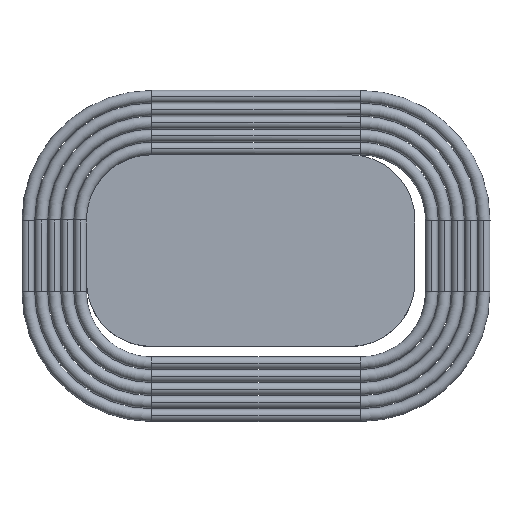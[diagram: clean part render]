
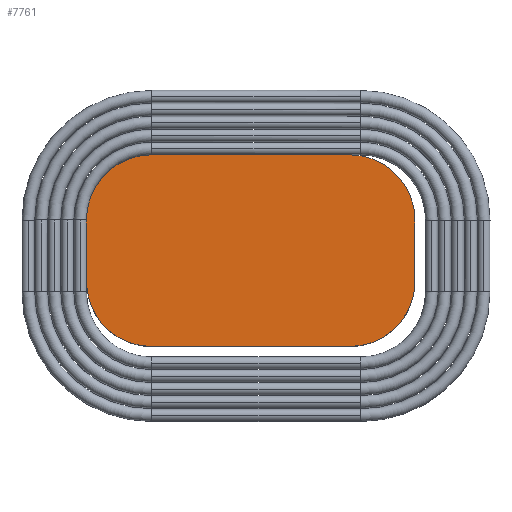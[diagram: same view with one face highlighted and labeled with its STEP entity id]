
A CAD part, top view. The second image highlights one B-rep face of the part: STEP entity #7761.
In plain terms, the highlighted planar face has unit normal (0, 0, 1).
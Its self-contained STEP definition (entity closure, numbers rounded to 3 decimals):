
#212 = CARTESIAN_POINT ( 'NONE',  ( 2.518, 0.97, 1. ) ) ;
#857 = CARTESIAN_POINT ( 'NONE',  ( 2.018, 0., 1. ) ) ;
#1367 = DIRECTION ( 'NONE',  ( -1., 0., 0. ) ) ;
#1617 = EDGE_CURVE ( 'NONE', #3296, #2365, #32560, .T. ) ;
#2262 = CIRCLE ( 'NONE', #29150, 0.5 ) ;
#2365 = VERTEX_POINT ( 'NONE', #212 ) ;
#2875 = EDGE_CURVE ( 'NONE', #15885, #22454, #2262, .T. ) ;
#3296 = VERTEX_POINT ( 'NONE', #32744 ) ;
#4172 = DIRECTION ( 'NONE',  ( 0., 1., 0. ) ) ;
#4662 = DIRECTION ( 'NONE',  ( 0., 0., 1. ) ) ;
#4916 = CIRCLE ( 'NONE', #27249, 0.5 ) ;
#5060 = DIRECTION ( 'NONE',  ( 0., 0., 1. ) ) ;
#5605 = ORIENTED_EDGE ( 'NONE', *, *, #34946, .T. ) ;
#6193 = AXIS2_PLACEMENT_3D ( 'NONE', #23970, #5060, #8715 ) ;
#6936 = DIRECTION ( 'NONE',  ( 1., 0., 0. ) ) ;
#7285 = VERTEX_POINT ( 'NONE', #26144 ) ;
#7761 = ADVANCED_FACE ( 'NONE', ( #26328 ), #36270, .F. ) ;
#7793 = VECTOR ( 'NONE', #4172, 1000. ) ;
#8295 = DIRECTION ( 'NONE',  ( -1., 0., 0. ) ) ;
#8337 = DIRECTION ( 'NONE',  ( 0., -1., 0. ) ) ;
#8715 = DIRECTION ( 'NONE',  ( -1., 0., 0. ) ) ;
#9725 = DIRECTION ( 'NONE',  ( 0., 0., 1. ) ) ;
#10231 = VECTOR ( 'NONE', #29388, 1000. ) ;
#10736 = CARTESIAN_POINT ( 'NONE',  ( 0.5, 0., 1. ) ) ;
#11735 = VECTOR ( 'NONE', #6936, 1000. ) ;
#11830 = VECTOR ( 'NONE', #8337, 1000. ) ;
#12126 = ORIENTED_EDGE ( 'NONE', *, *, #20120, .T. ) ;
#12324 = EDGE_CURVE ( 'NONE', #34542, #15339, #4916, .T. ) ;
#12701 = EDGE_CURVE ( 'NONE', #15339, #24243, #28561, .T. ) ;
#12715 = ORIENTED_EDGE ( 'NONE', *, *, #12701, .T. ) ;
#12932 = CARTESIAN_POINT ( 'NONE',  ( 0.5, 0.97, 1. ) ) ;
#13211 = AXIS2_PLACEMENT_3D ( 'NONE', #36401, #20786, #33573 ) ;
#14654 = CARTESIAN_POINT ( 'NONE',  ( 2.018, 0.97, 1. ) ) ;
#15339 = VERTEX_POINT ( 'NONE', #10736 ) ;
#15486 = ORIENTED_EDGE ( 'NONE', *, *, #2875, .T. ) ;
#15885 = VERTEX_POINT ( 'NONE', #16878 ) ;
#16878 = CARTESIAN_POINT ( 'NONE',  ( 0.5, 1.47, 1. ) ) ;
#17203 = EDGE_LOOP ( 'NONE', ( #12715, #5605, #23489, #28928, #12126, #15486, #37716, #21983 ) ) ;
#20085 = CARTESIAN_POINT ( 'NONE',  ( 0.5, 1.47, 1. ) ) ;
#20120 = EDGE_CURVE ( 'NONE', #7285, #15885, #38023, .T. ) ;
#20786 = DIRECTION ( 'NONE',  ( 0., 0., -1. ) ) ;
#21983 = ORIENTED_EDGE ( 'NONE', *, *, #12324, .T. ) ;
#22341 = AXIS2_PLACEMENT_3D ( 'NONE', #14654, #27265, #8295 ) ;
#22454 = VERTEX_POINT ( 'NONE', #37803 ) ;
#23489 = ORIENTED_EDGE ( 'NONE', *, *, #1617, .T. ) ;
#23582 = CARTESIAN_POINT ( 'NONE',  ( 0.5, 0.5, 1. ) ) ;
#23970 = CARTESIAN_POINT ( 'NONE',  ( 2.018, 0.5, 1. ) ) ;
#24243 = VERTEX_POINT ( 'NONE', #857 ) ;
#26041 = EDGE_CURVE ( 'NONE', #2365, #7285, #37455, .T. ) ;
#26144 = CARTESIAN_POINT ( 'NONE',  ( 2.018, 1.47, 1. ) ) ;
#26328 = FACE_OUTER_BOUND ( 'NONE', #17203, .T. ) ;
#27226 = LINE ( 'NONE', #30107, #11830 ) ;
#27249 = AXIS2_PLACEMENT_3D ( 'NONE', #23582, #4662, #1367 ) ;
#27265 = DIRECTION ( 'NONE',  ( 0., 0., 1. ) ) ;
#28138 = CARTESIAN_POINT ( 'NONE',  ( 0., 0.5, 1. ) ) ;
#28178 = CIRCLE ( 'NONE', #6193, 0.5 ) ;
#28561 = LINE ( 'NONE', #28790, #11735 ) ;
#28790 = CARTESIAN_POINT ( 'NONE',  ( 0.5, 0., 1. ) ) ;
#28928 = ORIENTED_EDGE ( 'NONE', *, *, #26041, .T. ) ;
#29150 = AXIS2_PLACEMENT_3D ( 'NONE', #12932, #9725, #35147 ) ;
#29388 = DIRECTION ( 'NONE',  ( -1., 0., 0. ) ) ;
#30107 = CARTESIAN_POINT ( 'NONE',  ( 0., 0.5, 1. ) ) ;
#32560 = LINE ( 'NONE', #32655, #7793 ) ;
#32655 = CARTESIAN_POINT ( 'NONE',  ( 2.518, 0.5, 1. ) ) ;
#32744 = CARTESIAN_POINT ( 'NONE',  ( 2.518, 0.5, 1. ) ) ;
#33573 = DIRECTION ( 'NONE',  ( -1., 0., 0. ) ) ;
#34542 = VERTEX_POINT ( 'NONE', #28138 ) ;
#34917 = EDGE_CURVE ( 'NONE', #22454, #34542, #27226, .T. ) ;
#34946 = EDGE_CURVE ( 'NONE', #24243, #3296, #28178, .T. ) ;
#35147 = DIRECTION ( 'NONE',  ( -1., 0., 0. ) ) ;
#36270 = PLANE ( 'NONE',  #13211 ) ;
#36401 = CARTESIAN_POINT ( 'NONE',  ( 0.5, 0.5, 1. ) ) ;
#37455 = CIRCLE ( 'NONE', #22341, 0.5 ) ;
#37716 = ORIENTED_EDGE ( 'NONE', *, *, #34917, .T. ) ;
#37803 = CARTESIAN_POINT ( 'NONE',  ( 0., 0.97, 1. ) ) ;
#38023 = LINE ( 'NONE', #20085, #10231 ) ;
